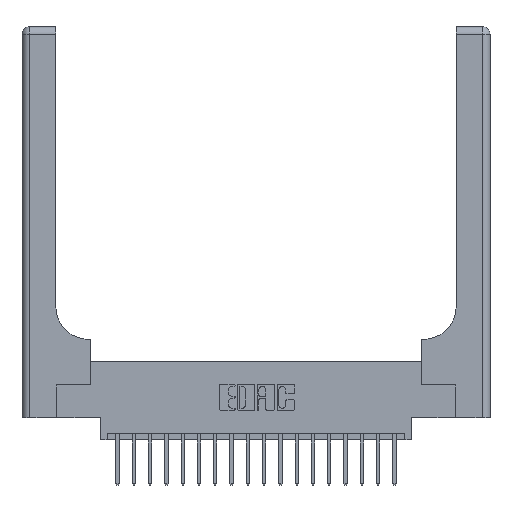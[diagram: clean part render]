
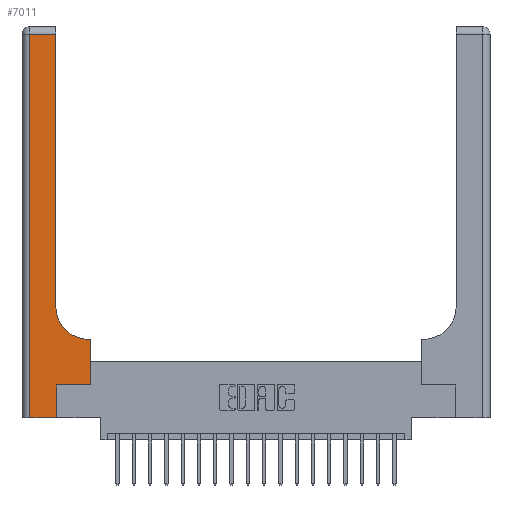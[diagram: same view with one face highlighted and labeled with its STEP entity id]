
A CAD part, top view. The second image highlights one B-rep face of the part: STEP entity #7011.
In plain terms, the highlighted planar face has unit normal (0, 0, 1).
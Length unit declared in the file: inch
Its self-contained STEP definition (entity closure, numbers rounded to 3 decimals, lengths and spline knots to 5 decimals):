
#254 = ORIENTED_EDGE ( 'NONE', *, *, #19990, .T. ) ;
#468 = VERTEX_POINT ( 'NONE', #3855 ) ;
#526 = VECTOR ( 'NONE', #16028, 39.37008 ) ;
#599 = EDGE_CURVE ( 'NONE', #15512, #5120, #9595, .T. ) ;
#1638 = LINE ( 'NONE', #11425, #8948 ) ;
#1640 = DIRECTION ( 'NONE',  ( -1., 0., 0. ) ) ;
#1897 = VECTOR ( 'NONE', #17696, 39.37008 ) ;
#2404 = ORIENTED_EDGE ( 'NONE', *, *, #12574, .T. ) ;
#3855 = CARTESIAN_POINT ( 'NONE',  ( 0.528, 0.25, 0.37 ) ) ;
#3939 = LINE ( 'NONE', #9271, #6355 ) ;
#4503 = DIRECTION ( 'NONE',  ( 1., 0., 0. ) ) ;
#4553 = CARTESIAN_POINT ( 'NONE',  ( 0.265, 0.25, 0.37 ) ) ;
#4969 = VECTOR ( 'NONE', #1640, 39.37008 ) ;
#5118 = VECTOR ( 'NONE', #9428, 39.37008 ) ;
#5120 = VERTEX_POINT ( 'NONE', #12286 ) ;
#5864 = CARTESIAN_POINT ( 'NONE',  ( 0.51, 0.85, 0.37 ) ) ;
#6002 = DIRECTION ( 'NONE',  ( 0., 1., 0. ) ) ;
#6355 = VECTOR ( 'NONE', #6002, 39.37008 ) ;
#6545 = DIRECTION ( 'NONE',  ( 1., 0., 0. ) ) ;
#6772 = VECTOR ( 'NONE', #6545, 39.37008 ) ;
#7011 = ADVANCED_FACE ( 'NONE', ( #7024 ), #7143, .F. ) ;
#7024 = FACE_OUTER_BOUND ( 'NONE', #15140, .T. ) ;
#7143 = PLANE ( 'NONE',  #15452 ) ;
#7148 = EDGE_CURVE ( 'NONE', #468, #9875, #3939, .T. ) ;
#8873 = CARTESIAN_POINT ( 'NONE',  ( 0.06, 2.94, 0.37 ) ) ;
#8948 = VECTOR ( 'NONE', #14545, 39.37008 ) ;
#9271 = CARTESIAN_POINT ( 'NONE',  ( 0.528, 0.25, 0.37 ) ) ;
#9428 = DIRECTION ( 'NONE',  ( -1., 0., 0. ) ) ;
#9480 = VERTEX_POINT ( 'NONE', #10507 ) ;
#9595 = LINE ( 'NONE', #11416, #526 ) ;
#9639 = AXIS2_PLACEMENT_3D ( 'NONE', #5864, #15459, #12291 ) ;
#9875 = VERTEX_POINT ( 'NONE', #9900 ) ;
#9900 = CARTESIAN_POINT ( 'NONE',  ( 0.528, 0.6, 0.37 ) ) ;
#9914 = LINE ( 'NONE', #16147, #4969 ) ;
#10371 = ORIENTED_EDGE ( 'NONE', *, *, #12819, .T. ) ;
#10394 = EDGE_CURVE ( 'NONE', #9480, #15512, #17431, .T. ) ;
#10490 = LINE ( 'NONE', #16913, #17368 ) ;
#10507 = CARTESIAN_POINT ( 'NONE',  ( 0.26, 2.94, 0.37 ) ) ;
#10629 = DIRECTION ( 'NONE',  ( 0., 0., -1. ) ) ;
#10731 = EDGE_CURVE ( 'NONE', #20462, #468, #17826, .T. ) ;
#10863 = LINE ( 'NONE', #13180, #1897 ) ;
#11416 = CARTESIAN_POINT ( 'NONE',  ( 0.06, 3., 0.37 ) ) ;
#11425 = CARTESIAN_POINT ( 'NONE',  ( 0.26, 3., 0.37 ) ) ;
#12286 = CARTESIAN_POINT ( 'NONE',  ( 0.06, 0., 0.37 ) ) ;
#12291 = DIRECTION ( 'NONE',  ( 1., 0., 0. ) ) ;
#12574 = EDGE_CURVE ( 'NONE', #15905, #9480, #1638, .T. ) ;
#12722 = CARTESIAN_POINT ( 'NONE',  ( 0.26, 0.85, 0.37 ) ) ;
#12772 = ORIENTED_EDGE ( 'NONE', *, *, #7148, .T. ) ;
#12819 = EDGE_CURVE ( 'NONE', #13914, #20462, #10863, .T. ) ;
#13180 = CARTESIAN_POINT ( 'NONE',  ( 0.265, 0., 0.37 ) ) ;
#13463 = DIRECTION ( 'NONE',  ( -1., 0., 0. ) ) ;
#13873 = EDGE_CURVE ( 'NONE', #5120, #13914, #10490, .T. ) ;
#13879 = ORIENTED_EDGE ( 'NONE', *, *, #13873, .T. ) ;
#13914 = VERTEX_POINT ( 'NONE', #14123 ) ;
#14123 = CARTESIAN_POINT ( 'NONE',  ( 0.265, 0., 0.37 ) ) ;
#14440 = ORIENTED_EDGE ( 'NONE', *, *, #599, .T. ) ;
#14545 = DIRECTION ( 'NONE',  ( 0., 1., 0. ) ) ;
#14596 = ORIENTED_EDGE ( 'NONE', *, *, #10731, .T. ) ;
#14629 = VERTEX_POINT ( 'NONE', #15036 ) ;
#14871 = CARTESIAN_POINT ( 'NONE',  ( 0.265, 0.25, 0.37 ) ) ;
#15036 = CARTESIAN_POINT ( 'NONE',  ( 0.51, 0.6, 0.37 ) ) ;
#15140 = EDGE_LOOP ( 'NONE', ( #2404, #16801, #14440, #13879, #10371, #14596, #12772, #19998, #254 ) ) ;
#15452 = AXIS2_PLACEMENT_3D ( 'NONE', #18413, #10629, #13463 ) ;
#15459 = DIRECTION ( 'NONE',  ( 0., 0., -1. ) ) ;
#15512 = VERTEX_POINT ( 'NONE', #8873 ) ;
#15905 = VERTEX_POINT ( 'NONE', #12722 ) ;
#15963 = CARTESIAN_POINT ( 'NONE',  ( 0., 2.94, 0.37 ) ) ;
#16028 = DIRECTION ( 'NONE',  ( 0., -1., 0. ) ) ;
#16042 = CIRCLE ( 'NONE', #9639, 0.25 ) ;
#16147 = CARTESIAN_POINT ( 'NONE',  ( 0.26, 0.6, 0.37 ) ) ;
#16801 = ORIENTED_EDGE ( 'NONE', *, *, #10394, .T. ) ;
#16913 = CARTESIAN_POINT ( 'NONE',  ( 0., 0., 0.37 ) ) ;
#17368 = VECTOR ( 'NONE', #4503, 39.37008 ) ;
#17431 = LINE ( 'NONE', #15963, #5118 ) ;
#17696 = DIRECTION ( 'NONE',  ( 0., 1., 0. ) ) ;
#17826 = LINE ( 'NONE', #14871, #6772 ) ;
#18413 = CARTESIAN_POINT ( 'NONE',  ( 0., 3., 0.37 ) ) ;
#19990 = EDGE_CURVE ( 'NONE', #14629, #15905, #16042, .T. ) ;
#19998 = ORIENTED_EDGE ( 'NONE', *, *, #20016, .T. ) ;
#20016 = EDGE_CURVE ( 'NONE', #9875, #14629, #9914, .T. ) ;
#20462 = VERTEX_POINT ( 'NONE', #4553 ) ;
